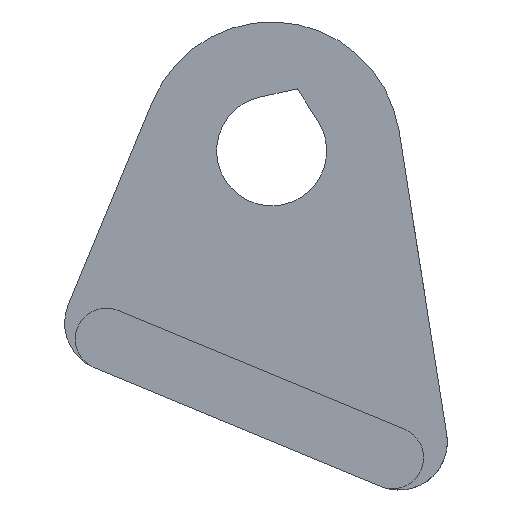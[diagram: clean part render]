
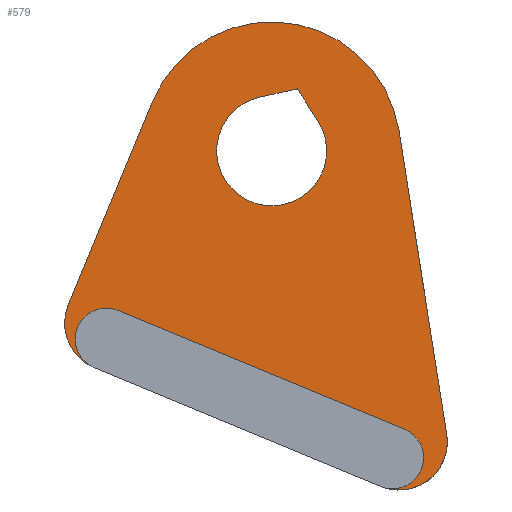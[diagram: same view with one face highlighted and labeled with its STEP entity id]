
A CAD part, left-side view. The second image highlights one B-rep face of the part: STEP entity #579.
In plain terms, the highlighted planar face has unit normal (-1, 0, 0).
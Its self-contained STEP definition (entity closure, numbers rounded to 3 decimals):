
#42=CARTESIAN_POINT('Vertex',(-7.,55.674,12.619)) ;
#70=CARTESIAN_POINT('Vertex',(-7.,47.344,9.169)) ;
#119=CARTESIAN_POINT('Vertex',(-7.,54.985,14.282)) ;
#122=CARTESIAN_POINT('Axis2P3D Location',(-7.,55.33,13.45)) ;
#191=CARTESIAN_POINT('Line Origine',(-7.,50.82,12.557)) ;
#195=CARTESIAN_POINT('Vertex',(-7.,46.656,10.831)) ;
#227=CARTESIAN_POINT('Axis2P3D Location',(-7.,47.,10.)) ;
#319=CARTESIAN_POINT('Axis2P3D Location',(-7.,55.138,13.912)) ;
#323=CARTESIAN_POINT('Vertex',(-7.,56.432,14.448)) ;
#446=CARTESIAN_POINT('Axis2P3D Location',(-7.,46.809,10.462)) ;
#450=CARTESIAN_POINT('Vertex',(-7.,45.426,10.679)) ;
#519=CARTESIAN_POINT('Axis2P3D Location',(-7.,0.,0.)) ;
#524=CARTESIAN_POINT('Line Origine',(-7.,46.12,15.094)) ;
#528=CARTESIAN_POINT('Vertex',(-7.,46.814,19.508)) ;
#531=CARTESIAN_POINT('Axis2P3D Location',(-7.,50.518,18.926)) ;
#535=CARTESIAN_POINT('Vertex',(-7.,53.983,20.361)) ;
#538=CARTESIAN_POINT('Line Origine',(-7.,55.207,17.404)) ;
#553=CARTESIAN_POINT('Line Origine',(-7.,50.317,20.609)) ;
#557=CARTESIAN_POINT('Vertex',(-7.,50.864,20.488)) ;
#559=CARTESIAN_POINT('Vertex',(-7.,49.771,20.73)) ;
#562=CARTESIAN_POINT('Line Origine',(-7.,49.47,20.258)) ;
#566=CARTESIAN_POINT('Vertex',(-7.,49.169,19.785)) ;
#569=CARTESIAN_POINT('Axis2P3D Location',(-7.,50.518,18.926)) ;
#193=VECTOR('Line Direction',#192,1.) ;
#526=VECTOR('Line Direction',#525,1.) ;
#540=VECTOR('Line Direction',#539,1.) ;
#555=VECTOR('Line Direction',#554,1.) ;
#564=VECTOR('Line Direction',#563,1.) ;
#123=DIRECTION('Axis2P3D Direction',(1.,0.,0.)) ;
#192=DIRECTION('Vector Direction',(0.,-0.924,-0.383)) ;
#228=DIRECTION('Axis2P3D Direction',(1.,0.,0.)) ;
#320=DIRECTION('Axis2P3D Direction',(1.,0.,0.)) ;
#447=DIRECTION('Axis2P3D Direction',(1.,0.,0.)) ;
#520=DIRECTION('Axis2P3D Direction',(1.,0.,0.)) ;
#521=DIRECTION('Axis2P3D XDirection',(0.,1.,0.)) ;
#525=DIRECTION('Vector Direction',(0.,-0.155,-0.988)) ;
#532=DIRECTION('Axis2P3D Direction',(1.,0.,0.)) ;
#539=DIRECTION('Vector Direction',(0.,-0.383,0.924)) ;
#554=DIRECTION('Vector Direction',(0.,0.976,-0.216)) ;
#563=DIRECTION('Vector Direction',(0.,-0.537,-0.843)) ;
#570=DIRECTION('Axis2P3D Direction',(1.,0.,0.)) ;
#124=AXIS2_PLACEMENT_3D('Circle Axis2P3D',#122,#123,$) ;
#229=AXIS2_PLACEMENT_3D('Circle Axis2P3D',#227,#228,$) ;
#321=AXIS2_PLACEMENT_3D('Circle Axis2P3D',#319,#320,$) ;
#448=AXIS2_PLACEMENT_3D('Circle Axis2P3D',#446,#447,$) ;
#522=AXIS2_PLACEMENT_3D('Plane Axis2P3D',#519,#520,#521) ;
#533=AXIS2_PLACEMENT_3D('Circle Axis2P3D',#531,#532,$) ;
#571=AXIS2_PLACEMENT_3D('Circle Axis2P3D',#569,#570,$) ;
#194=LINE('Line',#191,#193) ;
#527=LINE('Line',#524,#526) ;
#541=LINE('Line',#538,#540) ;
#556=LINE('Line',#553,#555) ;
#565=LINE('Line',#562,#564) ;
#125=CIRCLE('generated circle',#124,0.9) ;
#230=CIRCLE('generated circle',#229,0.9) ;
#322=CIRCLE('generated circle',#321,1.4) ;
#449=CIRCLE('generated circle',#448,1.4) ;
#534=CIRCLE('generated circle',#533,3.75) ;
#572=CIRCLE('generated circle',#571,1.6) ;
#523=PLANE('',#522) ;
#578=FACE_BOUND('',#574,.T.) ;
#126=EDGE_CURVE('',#43,#120,#125,.T.) ;
#197=EDGE_CURVE('',#120,#196,#194,.T.) ;
#231=EDGE_CURVE('',#196,#71,#230,.T.) ;
#325=EDGE_CURVE('',#43,#324,#322,.T.) ;
#452=EDGE_CURVE('',#451,#71,#449,.T.) ;
#530=EDGE_CURVE('',#529,#451,#527,.T.) ;
#537=EDGE_CURVE('',#536,#529,#534,.T.) ;
#542=EDGE_CURVE('',#324,#536,#541,.T.) ;
#561=EDGE_CURVE('',#558,#560,#556,.F.) ;
#568=EDGE_CURVE('',#560,#567,#565,.T.) ;
#573=EDGE_CURVE('',#567,#558,#572,.T.) ;
#543=EDGE_LOOP('',(#544,#545,#546,#547,#548,#549,#550,#551)) ;
#574=EDGE_LOOP('',(#575,#576,#577)) ;
#544=ORIENTED_EDGE('',*,*,#530,.F.) ;
#545=ORIENTED_EDGE('',*,*,#537,.F.) ;
#546=ORIENTED_EDGE('',*,*,#542,.F.) ;
#547=ORIENTED_EDGE('',*,*,#325,.F.) ;
#548=ORIENTED_EDGE('',*,*,#126,.T.) ;
#549=ORIENTED_EDGE('',*,*,#197,.T.) ;
#550=ORIENTED_EDGE('',*,*,#231,.T.) ;
#551=ORIENTED_EDGE('',*,*,#452,.F.) ;
#575=ORIENTED_EDGE('',*,*,#561,.T.) ;
#576=ORIENTED_EDGE('',*,*,#568,.T.) ;
#577=ORIENTED_EDGE('',*,*,#573,.T.) ;
#43=VERTEX_POINT('',#42) ;
#71=VERTEX_POINT('',#70) ;
#120=VERTEX_POINT('',#119) ;
#196=VERTEX_POINT('',#195) ;
#324=VERTEX_POINT('',#323) ;
#451=VERTEX_POINT('',#450) ;
#529=VERTEX_POINT('',#528) ;
#536=VERTEX_POINT('',#535) ;
#558=VERTEX_POINT('',#557) ;
#560=VERTEX_POINT('',#559) ;
#567=VERTEX_POINT('',#566) ;
#579=ADVANCED_FACE('PartBody',(#552,#578),#523,.F.) ;
#552=FACE_OUTER_BOUND('',#543,.T.) ;
